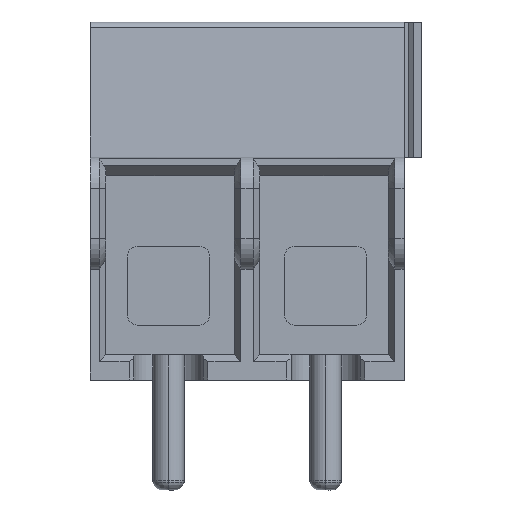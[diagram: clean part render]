
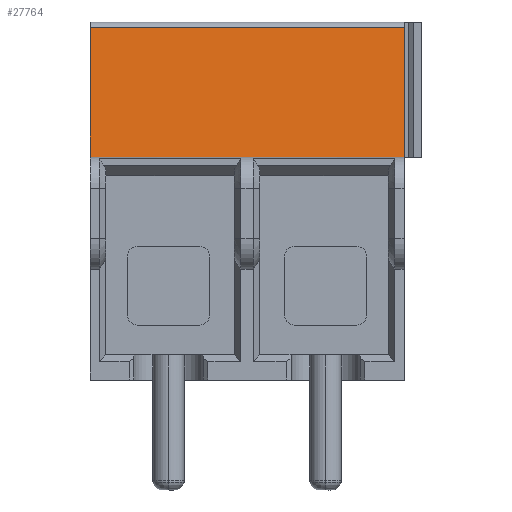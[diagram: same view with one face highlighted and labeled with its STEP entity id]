
A CAD part, front view. The second image highlights one B-rep face of the part: STEP entity #27764.
In plain terms, the highlighted face is planar.
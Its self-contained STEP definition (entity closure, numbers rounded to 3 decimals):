
#1668 = PLANE('',#1669);
#1669 = AXIS2_PLACEMENT_3D('',#1670,#1671,#1672);
#1670 = CARTESIAN_POINT('',(48.199,39.003,16.848));
#1671 = DIRECTION('',(0.,-1.,0.));
#1672 = DIRECTION('',(-1.,0.,0.));
#1946 = PLANE('',#1947);
#1947 = AXIS2_PLACEMENT_3D('',#1948,#1949,#1950);
#1948 = CARTESIAN_POINT('',(53.745,49.003,9.88
    ));
#1949 = DIRECTION('',(0.,1.,0.));
#1950 = DIRECTION('',(-1.,0.,0.));
#3110 = VERTEX_POINT('',#3111);
#3111 = CARTESIAN_POINT('',(53.7,49.003,
    16.767));
#3130 = CYLINDRICAL_SURFACE('',#3131,0.3);
#3131 = AXIS2_PLACEMENT_3D('',#3132,#3133,#3134);
#3132 = CARTESIAN_POINT('',(53.424,40.579,16.648));
#3133 = DIRECTION('',(0.,-1.,0.));
#3134 = DIRECTION('',(0.,0.,-1.));
#3164 = EDGE_CURVE('',#3165,#3110,#3167,.T.);
#3165 = VERTEX_POINT('',#3166);
#3166 = CARTESIAN_POINT('',(54.205,49.003,12.648));
#3167 = SURFACE_CURVE('',#3168,(#3172,#3179),.PCURVE_S1.);
#3168 = LINE('',#3169,#3170);
#3169 = CARTESIAN_POINT('',(55.758,49.003,0.));
#3170 = VECTOR('',#3171,1.);
#3171 = DIRECTION('',(-0.122,0.,0.993));
#3172 = PCURVE('',#1946,#3173);
#3173 = DEFINITIONAL_REPRESENTATION('',(#3174),#3178);
#3174 = LINE('',#3175,#3176);
#3175 = CARTESIAN_POINT('',(-2.014,-9.88));
#3176 = VECTOR('',#3177,1.);
#3177 = DIRECTION('',(0.122,0.993));
#3178 = ( GEOMETRIC_REPRESENTATION_CONTEXT(2) 
PARAMETRIC_REPRESENTATION_CONTEXT() REPRESENTATION_CONTEXT('2D SPACE',''
  ) );
#3179 = PCURVE('',#3180,#3185);
#3180 = PLANE('',#3181);
#3181 = AXIS2_PLACEMENT_3D('',#3182,#3183,#3184);
#3182 = CARTESIAN_POINT('',(54.199,36.353,12.697));
#3183 = DIRECTION('',(0.993,0.,0.122)
  );
#3184 = DIRECTION('',(-0.122,0.,
    0.993));
#3185 = DEFINITIONAL_REPRESENTATION('',(#3186),#3190);
#3186 = LINE('',#3187,#3188);
#3187 = CARTESIAN_POINT('',(-12.793,-12.65));
#3188 = VECTOR('',#3189,1.);
#3189 = DIRECTION('',(1.,0.));
#3190 = ( GEOMETRIC_REPRESENTATION_CONTEXT(2) 
PARAMETRIC_REPRESENTATION_CONTEXT() REPRESENTATION_CONTEXT('2D SPACE',''
  ) );
#3206 = PLANE('',#3207);
#3207 = AXIS2_PLACEMENT_3D('',#3208,#3209,#3210);
#3208 = CARTESIAN_POINT('',(54.933,50.684,12.648));
#3209 = DIRECTION('',(0.,0.,-1.));
#3210 = DIRECTION('',(-1.,0.,0.));
#7038 = EDGE_CURVE('',#3165,#7039,#7041,.T.);
#7039 = VERTEX_POINT('',#7040);
#7040 = CARTESIAN_POINT('',(54.205,39.003,12.648));
#7041 = SURFACE_CURVE('',#7042,(#7046,#7053),.PCURVE_S1.);
#7042 = LINE('',#7043,#7044);
#7043 = CARTESIAN_POINT('',(54.205,5.,12.648));
#7044 = VECTOR('',#7045,1.);
#7045 = DIRECTION('',(0.,-1.,0.));
#7046 = PCURVE('',#3206,#7047);
#7047 = DEFINITIONAL_REPRESENTATION('',(#7048),#7052);
#7048 = LINE('',#7049,#7050);
#7049 = CARTESIAN_POINT('',(0.727,-45.684));
#7050 = VECTOR('',#7051,1.);
#7051 = DIRECTION('',(0.,-1.));
#7052 = ( GEOMETRIC_REPRESENTATION_CONTEXT(2) 
PARAMETRIC_REPRESENTATION_CONTEXT() REPRESENTATION_CONTEXT('2D SPACE',''
  ) );
#7053 = PCURVE('',#3180,#7054);
#7054 = DEFINITIONAL_REPRESENTATION('',(#7055),#7059);
#7055 = LINE('',#7056,#7057);
#7056 = CARTESIAN_POINT('',(-0.05,31.353));
#7057 = VECTOR('',#7058,1.);
#7058 = DIRECTION('',(0.,1.));
#7059 = ( GEOMETRIC_REPRESENTATION_CONTEXT(2) 
PARAMETRIC_REPRESENTATION_CONTEXT() REPRESENTATION_CONTEXT('2D SPACE',''
  ) );
#16409 = EDGE_CURVE('',#16410,#7039,#16412,.T.);
#16410 = VERTEX_POINT('',#16411);
#16411 = CARTESIAN_POINT('',(53.7,39.003,
    16.767));
#16412 = SURFACE_CURVE('',#16413,(#16417,#16424),.PCURVE_S1.);
#16413 = LINE('',#16414,#16415);
#16414 = CARTESIAN_POINT('',(55.758,39.003,
    0.));
#16415 = VECTOR('',#16416,1.);
#16416 = DIRECTION('',(0.122,0.,-0.993));
#16417 = PCURVE('',#1668,#16418);
#16418 = DEFINITIONAL_REPRESENTATION('',(#16419),#16423);
#16419 = LINE('',#16420,#16421);
#16420 = CARTESIAN_POINT('',(-7.56,16.848));
#16421 = VECTOR('',#16422,1.);
#16422 = DIRECTION('',(-0.122,0.993));
#16423 = ( GEOMETRIC_REPRESENTATION_CONTEXT(2) 
PARAMETRIC_REPRESENTATION_CONTEXT() REPRESENTATION_CONTEXT('2D SPACE',''
  ) );
#16424 = PCURVE('',#3180,#16425);
#16425 = DEFINITIONAL_REPRESENTATION('',(#16426),#16430);
#16426 = LINE('',#16427,#16428);
#16427 = CARTESIAN_POINT('',(-12.793,-2.65));
#16428 = VECTOR('',#16429,1.);
#16429 = DIRECTION('',(-1.,0.));
#16430 = ( GEOMETRIC_REPRESENTATION_CONTEXT(2) 
PARAMETRIC_REPRESENTATION_CONTEXT() REPRESENTATION_CONTEXT('2D SPACE',''
  ) );
#16952 = EDGE_CURVE('',#3110,#16410,#16953,.T.);
#16953 = SURFACE_CURVE('',#16954,(#16958,#16987),.PCURVE_S1.);
#16954 = LINE('',#16955,#16956);
#16955 = CARTESIAN_POINT('',(53.7,40.579,
    16.767));
#16956 = VECTOR('',#16957,1.);
#16957 = DIRECTION('',(0.,-1.,0.));
#16958 = PCURVE('',#3130,#16959);
#16959 = DEFINITIONAL_REPRESENTATION('',(#16960),#16986);
#16960 = B_SPLINE_CURVE_WITH_KNOTS('',3,(#16961,#16962,#16963,#16964,
    #16965,#16966,#16967,#16968,#16969,#16970,#16971,#16972,#16973,
    #16974,#16975,#16976,#16977,#16978,#16979,#16980,#16981,#16982,
    #16983,#16984,#16985),.UNSPECIFIED.,.F.,.F.,(4,1,1,1,1,1,1,1,1,1,1,1
    ,1,1,1,1,1,1,1,1,1,1,4),(-8.423,-7.969,
    -7.514,-7.06,-6.605,-6.15,
    -5.696,-5.241,-4.787,-4.332,
    -3.878,-3.423,-2.969,-2.514,
    -2.06,-1.605,-1.15,-0.696,
    -0.241,0.213,0.668,1.122,
    1.577),.UNSPECIFIED.);
#16961 = CARTESIAN_POINT('',(1.979,-8.423));
#16962 = CARTESIAN_POINT('',(1.979,-8.272));
#16963 = CARTESIAN_POINT('',(1.979,-7.969));
#16964 = CARTESIAN_POINT('',(1.979,-7.514));
#16965 = CARTESIAN_POINT('',(1.979,-7.06));
#16966 = CARTESIAN_POINT('',(1.979,-6.605));
#16967 = CARTESIAN_POINT('',(1.979,-6.15));
#16968 = CARTESIAN_POINT('',(1.979,-5.696));
#16969 = CARTESIAN_POINT('',(1.979,-5.241));
#16970 = CARTESIAN_POINT('',(1.979,-4.787));
#16971 = CARTESIAN_POINT('',(1.979,-4.332));
#16972 = CARTESIAN_POINT('',(1.979,-3.878));
#16973 = CARTESIAN_POINT('',(1.979,-3.423));
#16974 = CARTESIAN_POINT('',(1.979,-2.969));
#16975 = CARTESIAN_POINT('',(1.979,-2.514));
#16976 = CARTESIAN_POINT('',(1.979,-2.06));
#16977 = CARTESIAN_POINT('',(1.979,-1.605));
#16978 = CARTESIAN_POINT('',(1.979,-1.15));
#16979 = CARTESIAN_POINT('',(1.979,-0.696));
#16980 = CARTESIAN_POINT('',(1.979,-0.241));
#16981 = CARTESIAN_POINT('',(1.979,0.213));
#16982 = CARTESIAN_POINT('',(1.979,0.668));
#16983 = CARTESIAN_POINT('',(1.979,1.122));
#16984 = CARTESIAN_POINT('',(1.979,1.425));
#16985 = CARTESIAN_POINT('',(1.979,1.577));
#16986 = ( GEOMETRIC_REPRESENTATION_CONTEXT(2) 
PARAMETRIC_REPRESENTATION_CONTEXT() REPRESENTATION_CONTEXT('2D SPACE',''
  ) );
#16987 = PCURVE('',#3180,#16988);
#16988 = DEFINITIONAL_REPRESENTATION('',(#16989),#16993);
#16989 = LINE('',#16990,#16991);
#16990 = CARTESIAN_POINT('',(4.1,-4.227));
#16991 = VECTOR('',#16992,1.);
#16992 = DIRECTION('',(0.,1.));
#16993 = ( GEOMETRIC_REPRESENTATION_CONTEXT(2) 
PARAMETRIC_REPRESENTATION_CONTEXT() REPRESENTATION_CONTEXT('2D SPACE',''
  ) );
#27764 = ADVANCED_FACE('',(#27765),#3180,.T.);
#27765 = FACE_BOUND('',#27766,.T.);
#27766 = EDGE_LOOP('',(#27767,#27768,#27769,#27770));
#27767 = ORIENTED_EDGE('',*,*,#7038,.F.);
#27768 = ORIENTED_EDGE('',*,*,#3164,.T.);
#27769 = ORIENTED_EDGE('',*,*,#16952,.T.);
#27770 = ORIENTED_EDGE('',*,*,#16409,.T.);
